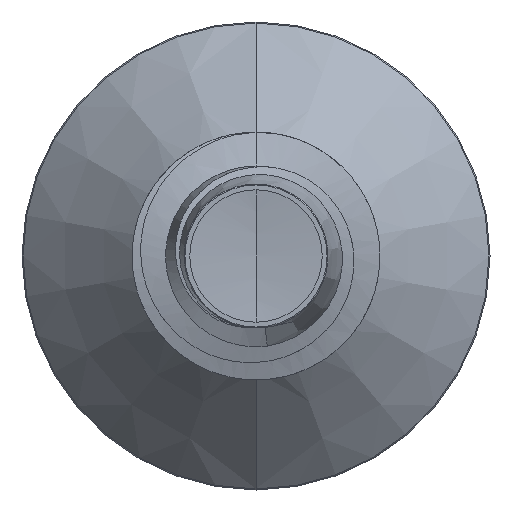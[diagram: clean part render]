
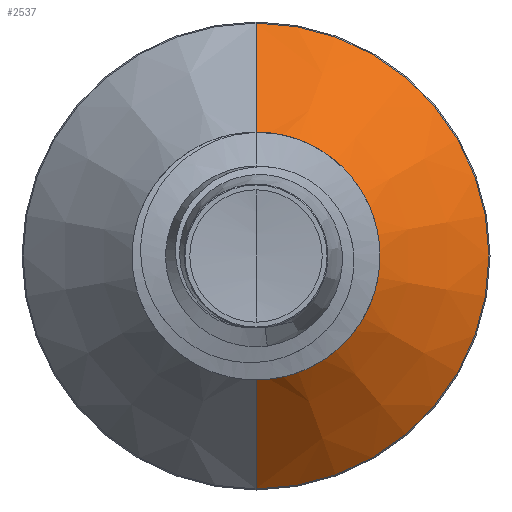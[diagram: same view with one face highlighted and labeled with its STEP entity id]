
A CAD part, front view. The second image highlights one B-rep face of the part: STEP entity #2537.
In plain terms, the highlighted conical face has half-angle 45 degrees and reference radius 0.841 mm.
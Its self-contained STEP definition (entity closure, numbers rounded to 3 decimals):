
#193 = VECTOR ( 'NONE', #7295, 1000. ) ;
#459 = CARTESIAN_POINT ( 'NONE',  ( 0., 1.791, 0.841 ) ) ;
#474 = DIRECTION ( 'NONE',  ( 0., 0.707, 0.707 ) ) ;
#513 = DIRECTION ( 'NONE',  ( 0., 1., 0. ) ) ;
#530 = CIRCLE ( 'NONE', #2093, 0.841 ) ;
#962 = CIRCLE ( 'NONE', #7415, 1.692 ) ;
#2093 = AXIS2_PLACEMENT_3D ( 'NONE', #4946, #513, #6741 ) ;
#2123 = VERTEX_POINT ( 'NONE', #3964 ) ;
#2163 = EDGE_CURVE ( 'NONE', #5271, #2123, #530, .T. ) ;
#2537 = ADVANCED_FACE ( 'NONE', ( #4017 ), #7337, .T. ) ;
#2879 = DIRECTION ( 'NONE',  ( 0., 0., 1. ) ) ;
#2889 = DIRECTION ( 'NONE',  ( 0., 1., 0. ) ) ;
#2891 = CARTESIAN_POINT ( 'NONE',  ( 0., 2.642, 0. ) ) ;
#2924 = ORIENTED_EDGE ( 'NONE', *, *, #2163, .T. ) ;
#3081 = EDGE_CURVE ( 'NONE', #6951, #5301, #962, .T. ) ;
#3458 = EDGE_CURVE ( 'NONE', #5271, #6951, #4313, .T. ) ;
#3579 = ORIENTED_EDGE ( 'NONE', *, *, #6706, .T. ) ;
#3964 = CARTESIAN_POINT ( 'NONE',  ( 0., 1.791, -0.841 ) ) ;
#4017 = FACE_OUTER_BOUND ( 'NONE', #4536, .T. ) ;
#4117 = CARTESIAN_POINT ( 'NONE',  ( 0., 1.791, -0.841 ) ) ;
#4313 = LINE ( 'NONE', #459, #6867 ) ;
#4314 = CARTESIAN_POINT ( 'NONE',  ( 0., 2.642, 1.692 ) ) ;
#4472 = DIRECTION ( 'NONE',  ( 0., 0., 1. ) ) ;
#4514 = DIRECTION ( 'NONE',  ( 0., 1., 0. ) ) ;
#4536 = EDGE_LOOP ( 'NONE', ( #2924, #3579, #4654, #5108 ) ) ;
#4560 = CARTESIAN_POINT ( 'NONE',  ( 0., 2.642, -1.692 ) ) ;
#4654 = ORIENTED_EDGE ( 'NONE', *, *, #3081, .F. ) ;
#4750 = CARTESIAN_POINT ( 'NONE',  ( 0., 1.791, 0.841 ) ) ;
#4946 = CARTESIAN_POINT ( 'NONE',  ( 0., 1.791, 0. ) ) ;
#5108 = ORIENTED_EDGE ( 'NONE', *, *, #3458, .F. ) ;
#5211 = CARTESIAN_POINT ( 'NONE',  ( 0., 1.791, 0. ) ) ;
#5271 = VERTEX_POINT ( 'NONE', #4750 ) ;
#5301 = VERTEX_POINT ( 'NONE', #4560 ) ;
#5468 = AXIS2_PLACEMENT_3D ( 'NONE', #5211, #4514, #4472 ) ;
#6706 = EDGE_CURVE ( 'NONE', #2123, #5301, #7632, .T. ) ;
#6741 = DIRECTION ( 'NONE',  ( 0., 0., 1. ) ) ;
#6867 = VECTOR ( 'NONE', #474, 1000. ) ;
#6951 = VERTEX_POINT ( 'NONE', #4314 ) ;
#7295 = DIRECTION ( 'NONE',  ( 0., 0.707, -0.707 ) ) ;
#7337 = CONICAL_SURFACE ( 'NONE', #5468, 0.841, 0.785 ) ;
#7415 = AXIS2_PLACEMENT_3D ( 'NONE', #2891, #2889, #2879 ) ;
#7632 = LINE ( 'NONE', #4117, #193 ) ;
